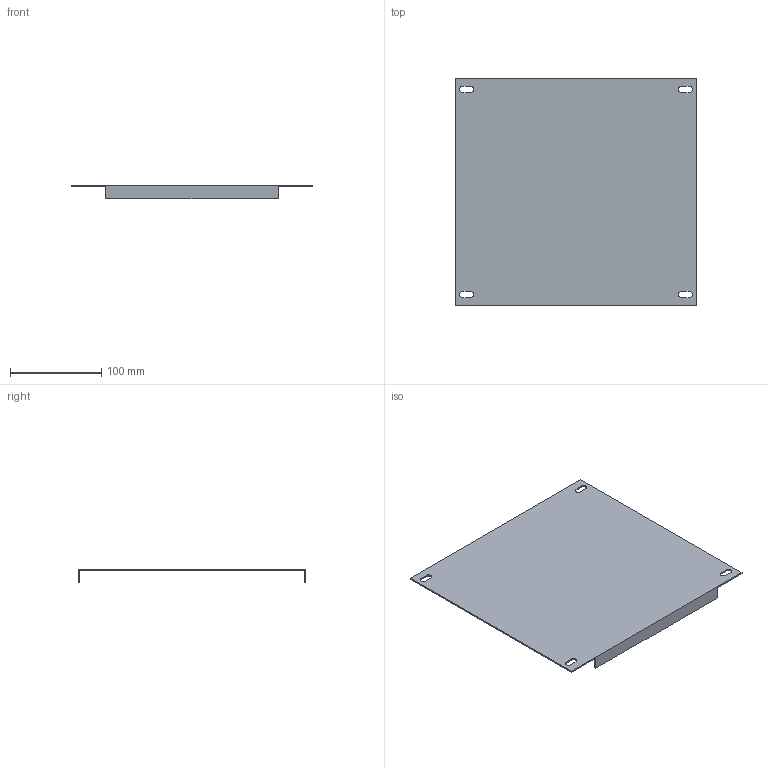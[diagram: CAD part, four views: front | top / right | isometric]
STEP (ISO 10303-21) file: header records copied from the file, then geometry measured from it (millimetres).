
FILE_DESCRIPTION (( 'STEP AP214' ), '1' );
FILE_NAME ('YKV10-PM-250-265 Ïàíåëü ìîíòàæíàÿ 250x265 TITAN (êîìï. 2øò.).STEP', '2016-09-22T09:00:09', ( 'user' ), ( '' ), 'SwSTEP 2.0', 'SolidWorks 2014', '' );
FILE_SCHEMA (( 'AUTOMOTIVE_DESIGN' ));
Length unit declared in the file: millimetre
Products named in the file (1): YKV10-PM-250-265 Ïàíåëü ìîíòàæíàÿ 250x265 TITAN (êîìï. 2øò.)
Bounding box: 265 x 250 x 15 mm (x, y, z)
Volume: 106462.6 mm3; surface area: 143804.1 mm2
Topology: 1 solids, 1 shells, 34 faces, 96 edges, 64 vertices
Faces by surface type: plane 22, cylinder 12
Entity records: 1154 total; most frequent: CARTESIAN_POINT 195, ORIENTED_EDGE 192, DIRECTION 190, EDGE_CURVE 96, VECTOR 72, LINE 72, VERTEX_POINT 64, AXIS2_PLACEMENT_3D 59
